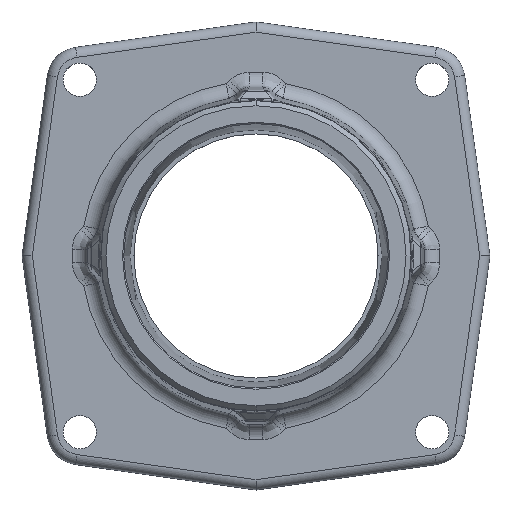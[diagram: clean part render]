
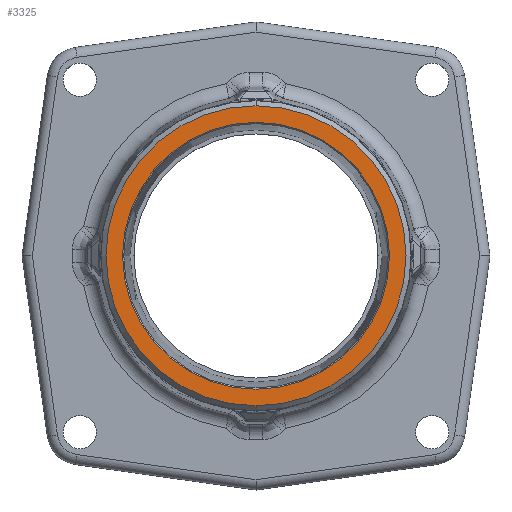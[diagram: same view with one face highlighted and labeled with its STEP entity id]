
A CAD part, top view. The second image highlights one B-rep face of the part: STEP entity #3325.
In plain terms, the highlighted planar face has unit normal (0, 0, 1).
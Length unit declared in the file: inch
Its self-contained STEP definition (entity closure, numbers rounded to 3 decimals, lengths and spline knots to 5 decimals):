
#229=CARTESIAN_POINT('',(0.,0.,1.9375));
#230=DIRECTION('',(0.,0.,1.));
#231=DIRECTION('',(0.,1.,0.));
#232=AXIS2_PLACEMENT_3D('',#229,#230,#231);
#234=CARTESIAN_POINT('',(0.,0.,1.9375));
#235=DIRECTION('',(0.,0.,1.));
#236=DIRECTION('',(0.,-1.,0.));
#237=AXIS2_PLACEMENT_3D('',#234,#235,#236);
#249=CARTESIAN_POINT('',(0.,0.,1.9375));
#250=DIRECTION('',(0.,0.,1.));
#251=DIRECTION('',(0.,1.,0.));
#252=AXIS2_PLACEMENT_3D('',#249,#250,#251);
#254=CARTESIAN_POINT('',(0.,0.,1.9375));
#255=DIRECTION('',(0.,0.,1.));
#256=DIRECTION('',(0.,-1.,0.));
#257=AXIS2_PLACEMENT_3D('',#254,#255,#256);
#2883=CARTESIAN_POINT('',(0.,1.84322,1.9375));
#2884=CARTESIAN_POINT('',(0.,-1.84322,1.9375));
#2885=VERTEX_POINT('',#2883);
#2886=VERTEX_POINT('',#2884);
#2907=CARTESIAN_POINT('',(0.,1.64014,1.9375));
#2908=CARTESIAN_POINT('',(0.,-1.64014,1.9375));
#2909=VERTEX_POINT('',#2907);
#2910=VERTEX_POINT('',#2908);
#3309=CARTESIAN_POINT('',(2.47575,3.45,1.9375));
#3310=DIRECTION('',(0.,0.,-1.));
#3311=DIRECTION('',(-1.,0.,0.));
#3312=AXIS2_PLACEMENT_3D('',#3309,#3310,#3311);
#3313=PLANE('',#3312);
#3315=ORIENTED_EDGE('',*,*,#3314,.F.);
#3317=ORIENTED_EDGE('',*,*,#3316,.F.);
#3318=EDGE_LOOP('',(#3315,#3317));
#3319=FACE_OUTER_BOUND('',#3318,.F.);
#3320=ORIENTED_EDGE('',*,*,#3279,.T.);
#3322=ORIENTED_EDGE('',*,*,#3321,.T.);
#3323=EDGE_LOOP('',(#3320,#3322));
#3324=FACE_BOUND('',#3323,.F.);
#233=CIRCLE('',#232,1.84322);
#238=CIRCLE('',#237,1.84322);
#253=CIRCLE('',#252,1.64014);
#258=CIRCLE('',#257,1.64014);
#3279=EDGE_CURVE('',#2909,#2910,#253,.T.);
#3314=EDGE_CURVE('',#2885,#2886,#233,.T.);
#3316=EDGE_CURVE('',#2886,#2885,#238,.T.);
#3321=EDGE_CURVE('',#2910,#2909,#258,.T.);
#3325=ADVANCED_FACE('',(#3319,#3324),#3313,.F.);
